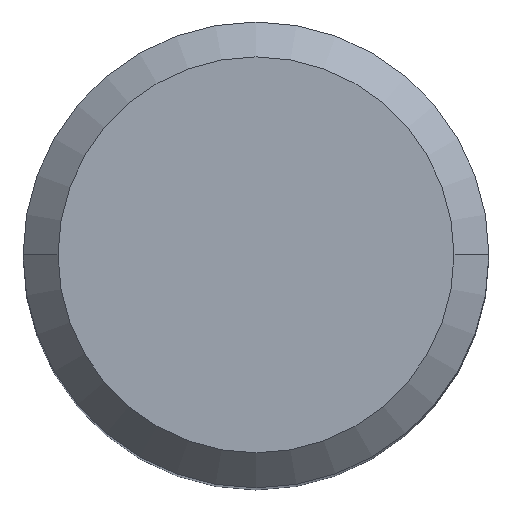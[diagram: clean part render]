
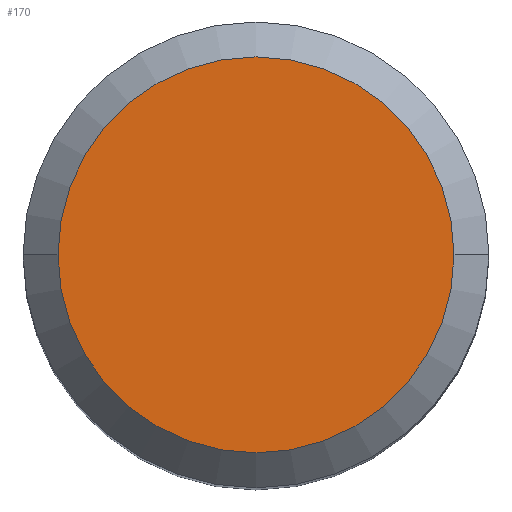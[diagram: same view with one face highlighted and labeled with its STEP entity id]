
A CAD part, top view. The second image highlights one B-rep face of the part: STEP entity #170.
In plain terms, the highlighted planar face has unit normal (0, 0, 1).
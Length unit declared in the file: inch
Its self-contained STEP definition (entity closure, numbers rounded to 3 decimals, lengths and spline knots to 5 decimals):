
#7 = DIRECTION ( 'NONE',  ( 0., 0., 1. ) ) ;
#16 = FACE_OUTER_BOUND ( 'NONE', #37, .T. ) ;
#17 = AXIS2_PLACEMENT_3D ( 'NONE', #338, #113, #45 ) ;
#22 = DIRECTION ( 'NONE',  ( 1., 0., 0. ) ) ;
#36 = CARTESIAN_POINT ( 'NONE',  ( 0.33465, 0., 0. ) ) ;
#37 = EDGE_LOOP ( 'NONE', ( #254, #50 ) ) ;
#43 = CIRCLE ( 'NONE', #445, 0.33465 ) ;
#45 = DIRECTION ( 'NONE',  ( -1., 0., 0. ) ) ;
#50 = ORIENTED_EDGE ( 'NONE', *, *, #265, .T. ) ;
#54 = CARTESIAN_POINT ( 'NONE',  ( -0.33465, 0., 0. ) ) ;
#107 = AXIS2_PLACEMENT_3D ( 'NONE', #126, #7, #437 ) ;
#113 = DIRECTION ( 'NONE',  ( 0., 0., -1. ) ) ;
#126 = CARTESIAN_POINT ( 'NONE',  ( 0., 0., 0. ) ) ;
#127 = PLANE ( 'NONE',  #17 ) ;
#128 = EDGE_CURVE ( 'NONE', #146, #391, #188, .T. ) ;
#146 = VERTEX_POINT ( 'NONE', #54 ) ;
#170 = ADVANCED_FACE ( 'NONE', ( #16 ), #127, .F. ) ;
#188 = CIRCLE ( 'NONE', #107, 0.33465 ) ;
#210 = CARTESIAN_POINT ( 'NONE',  ( 0., 0., 0. ) ) ;
#254 = ORIENTED_EDGE ( 'NONE', *, *, #128, .T. ) ;
#265 = EDGE_CURVE ( 'NONE', #391, #146, #43, .T. ) ;
#338 = CARTESIAN_POINT ( 'NONE',  ( 0., 0., 0. ) ) ;
#347 = DIRECTION ( 'NONE',  ( 0., 0., 1. ) ) ;
#391 = VERTEX_POINT ( 'NONE', #36 ) ;
#437 = DIRECTION ( 'NONE',  ( 1., 0., 0. ) ) ;
#445 = AXIS2_PLACEMENT_3D ( 'NONE', #210, #347, #22 ) ;
